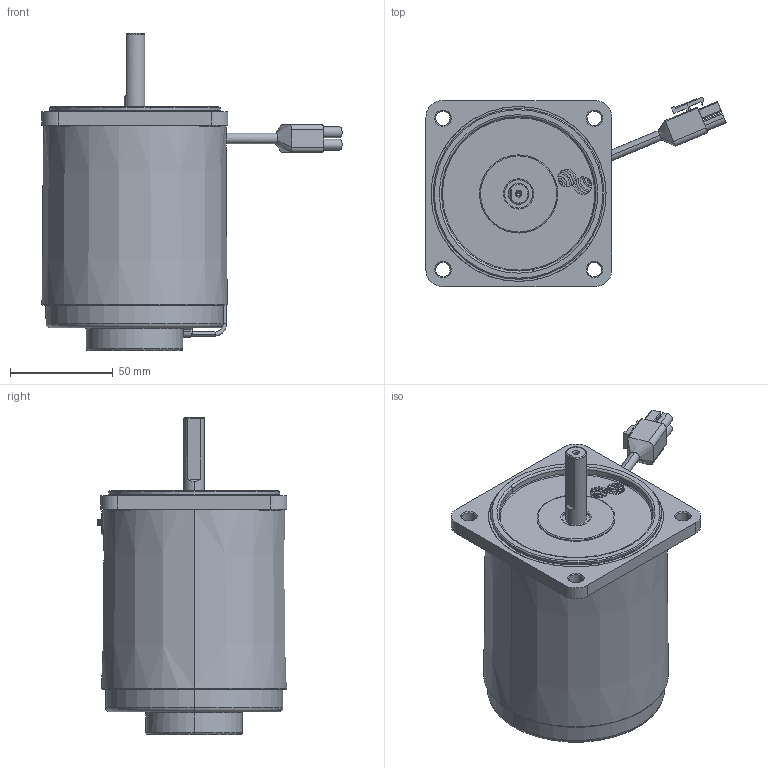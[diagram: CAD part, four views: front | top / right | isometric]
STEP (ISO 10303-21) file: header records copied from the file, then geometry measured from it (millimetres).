
FILE_DESCRIPTION (( 'STEP AP203' ), '1' );
FILE_NAME ('(夹非珇)M540-0〖〖(5C〖70〖0000Z0).STEP', '2017-12-05T03:14:41', ( '' ), ( '' ), 'SwSTEP 2.0', 'SolidWorks 2010', '' );
FILE_SCHEMA (( 'CONFIG_CONTROL_DESIGN' ));
Length unit declared in the file: millimetre
Products named in the file (10): 油封10x26x5; 線扣; 線和頭_60W; (夹非珇)M540-0〖〖(5C〖70〖0000Z0); M540-R; 上蓋 C583-30; 40A; 線_60W; 公端子; 發電機
Assembly tree (9 placements, depth 3):
  (夹非珇)M540-0〖〖(5C〖70〖0000Z0)
    油封10x26x5
    線和頭_60W
      線_60W
      公端子
    發電機
    上蓋 C583-30
    40A
    M540-R
    線扣
Bounding box: 145.78 x 92.07 x 154 mm (x, y, z)
Volume: 724379.3 mm3; surface area: 79457.9 mm2
Topology: 8 solids, 9 shells, 545 faces, 1393 edges, 892 vertices
Faces by surface type: cylinder 279, plane 154, torus 57, cone 41, bspline 10, sphere 4
Entity records: 20208 total; most frequent: CARTESIAN_POINT 5377, DIRECTION 3158, ORIENTED_EDGE 2766, EDGE_CURVE 1383, AXIS2_PLACEMENT_3D 1288, VERTEX_POINT 892, CIRCLE 740, EDGE_LOOP 619
